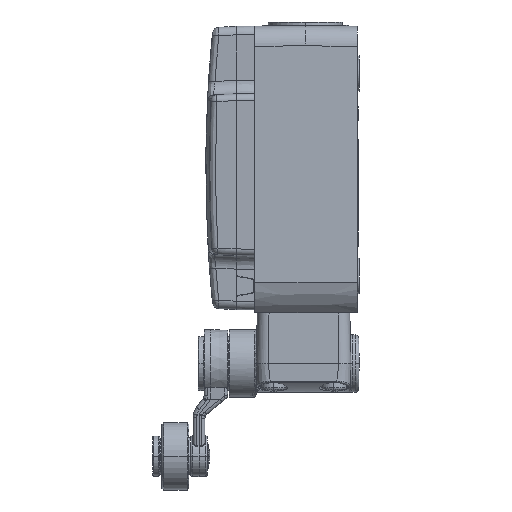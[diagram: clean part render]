
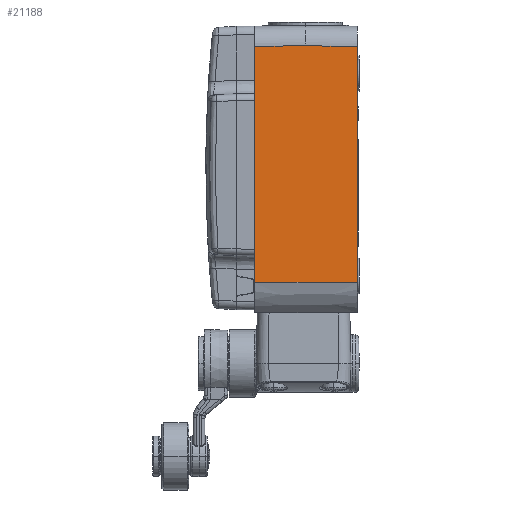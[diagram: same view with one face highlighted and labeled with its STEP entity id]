
A CAD part, left-side view. The second image highlights one B-rep face of the part: STEP entity #21188.
In plain terms, the highlighted planar face has unit normal (-1, -0.018, 0).
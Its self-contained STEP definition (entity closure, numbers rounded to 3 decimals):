
#3991=CARTESIAN_POINT('',(-20.468,0.,-31.863));
#3997=DIRECTION('',(0.,0.,-1.));
#3998=VECTOR('',#3997,69.864);
#3999=CARTESIAN_POINT('',(-20.468,0.,38.001));
#4000=LINE('',#3999,#3998);
#4013=CARTESIAN_POINT('',(-20.468,0.,38.001));
#4183=CARTESIAN_POINT('',(-21.,30.5,
-22.729));
#4193=DIRECTION('',(0.,0.,-1.));
#4194=VECTOR('',#4193,9.182);
#4195=CARTESIAN_POINT('',(-21.,30.5,
-22.729));
#4196=LINE('',#4195,#4194);
#4201=CARTESIAN_POINT('',(-21.,30.5,-31.912));
#4349=CARTESIAN_POINT('',(-21.,30.5,38.071));
#4363=DIRECTION('',(0.,0.,-1.));
#4364=VECTOR('',#4363,15.341);
#4365=CARTESIAN_POINT('',(-21.,30.5,38.071));
#4366=LINE('',#4365,#4364);
#4375=CARTESIAN_POINT('',(-21.,30.5,22.73));
#4758=DIRECTION('',(0.,0.,1.));
#4759=VECTOR('',#4758,44.191);
#4760=CARTESIAN_POINT('',(-21.001,30.575,
-22.095));
#4761=LINE('',#4760,#4759);
#4762=DIRECTION('',(0.017,-1.,0.013));
#4763=VECTOR('',#4762,15.096);
#4764=CARTESIAN_POINT('',(-21.,30.5,38.071));
#4765=LINE('',#4764,#4763);
#4766=DIRECTION('',(0.017,-1.,-0.017));
#4767=VECTOR('',#4766,15.412);
#4768=CARTESIAN_POINT('',(-20.737,15.408,38.27));
#4769=LINE('',#4768,#4767);
#4770=CARTESIAN_POINT('',(-21.,30.5,-31.912));
#4771=CARTESIAN_POINT('',(-20.941,27.127,
-31.906));
#4772=CARTESIAN_POINT('',(-20.823,20.37,
-31.896));
#4773=CARTESIAN_POINT('',(-20.646,10.203,
-31.88));
#4774=CARTESIAN_POINT('',(-20.527,3.405,
-31.869));
#4775=CARTESIAN_POINT('',(-20.468,0.,-31.863));
#14495=CARTESIAN_POINT('',(-21.,30.5,
-22.729));
#14496=CARTESIAN_POINT('',(-21.,30.5,
-22.68));
#14497=CARTESIAN_POINT('',(-21.,30.506,
-22.579));
#14498=CARTESIAN_POINT('',(-21.001,30.529,
-22.42));
#14499=CARTESIAN_POINT('',(-21.001,30.558,
-22.259));
#14500=CARTESIAN_POINT('',(-21.001,30.575,
-22.15));
#14501=CARTESIAN_POINT('',(-21.001,30.575,
-22.095));
#14518=CARTESIAN_POINT('',(-21.001,30.575,
22.095));
#14519=CARTESIAN_POINT('',(-21.001,30.575,
22.149));
#14520=CARTESIAN_POINT('',(-21.001,30.559,
22.256));
#14521=CARTESIAN_POINT('',(-21.001,30.529,
22.419));
#14522=CARTESIAN_POINT('',(-21.,30.506,
22.581));
#14523=CARTESIAN_POINT('',(-21.,30.5,
22.681));
#14524=CARTESIAN_POINT('',(-21.,30.5,
22.73));
#15805=CARTESIAN_POINT('',(-20.737,15.408,
38.27));
#15847=VERTEX_POINT('',#15805);
#15940=VERTEX_POINT('',#3991);
#15943=VERTEX_POINT('',#4201);
#18609=CARTESIAN_POINT('',(-21.001,30.575,
-22.095));
#18610=CARTESIAN_POINT('',(-21.001,30.575,
22.095));
#18611=VERTEX_POINT('',#18609);
#18612=VERTEX_POINT('',#18610);
#18686=VERTEX_POINT('',#4375);
#18703=VERTEX_POINT('',#4183);
#18944=VERTEX_POINT('',#4349);
#18947=VERTEX_POINT('',#4013);
#21166=CARTESIAN_POINT('',(-21.,30.5,-32.));
#21167=DIRECTION('',(-1.,-0.017,0.));
#21168=DIRECTION('',(0.,0.,1.));
#21169=AXIS2_PLACEMENT_3D('',#21166,#21167,#21168);
#21170=PLANE('',#21169);
#21171=ORIENTED_EDGE('',*,*,#20619,.F.);
#21173=ORIENTED_EDGE('',*,*,#21172,.T.);
#21175=ORIENTED_EDGE('',*,*,#21174,.T.);
#21177=ORIENTED_EDGE('',*,*,#21176,.T.);
#21178=ORIENTED_EDGE('',*,*,#20717,.F.);
#21180=ORIENTED_EDGE('',*,*,#21179,.T.);
#21182=ORIENTED_EDGE('',*,*,#21181,.T.);
#21183=ORIENTED_EDGE('',*,*,#19147,.T.);
#21185=ORIENTED_EDGE('',*,*,#21184,.F.);
#21186=EDGE_LOOP('',(#21171,#21173,#21175,#21177,#21178,#21180,#21182,#21183,
#21185));
#21187=FACE_OUTER_BOUND('',#21186,.F.);
#4776=B_SPLINE_CURVE_WITH_KNOTS('',3,(#4770,#4771,#4772,#4773,#4774,#4775),
.UNSPECIFIED.,.F.,.F.,(4,1,1,4),(0.,0.333,0.667,1.),
.UNSPECIFIED.);
#14502=B_SPLINE_CURVE_WITH_KNOTS('',3,(#14495,#14496,#14497,#14498,#14499,
#14500,#14501),.UNSPECIFIED.,.F.,.F.,(4,1,1,1,4),(0.,0.25,0.5,0.75,
1.),.UNSPECIFIED.);
#14525=B_SPLINE_CURVE_WITH_KNOTS('',3,(#14518,#14519,#14520,#14521,#14522,
#14523,#14524),.UNSPECIFIED.,.F.,.F.,(4,1,1,1,4),(0.,0.25,0.5,0.75,
1.),.UNSPECIFIED.);
#19147=EDGE_CURVE('',#18947,#15940,#4000,.T.);
#20619=EDGE_CURVE('',#18703,#15943,#4196,.T.);
#20717=EDGE_CURVE('',#18944,#18686,#4366,.T.);
#21172=EDGE_CURVE('',#18703,#18611,#14502,.T.);
#21174=EDGE_CURVE('',#18611,#18612,#4761,.T.);
#21176=EDGE_CURVE('',#18612,#18686,#14525,.T.);
#21179=EDGE_CURVE('',#18944,#15847,#4765,.T.);
#21181=EDGE_CURVE('',#15847,#18947,#4769,.T.);
#21184=EDGE_CURVE('',#15943,#15940,#4776,.T.);
#21188=ADVANCED_FACE('',(#21187),#21170,.T.);
